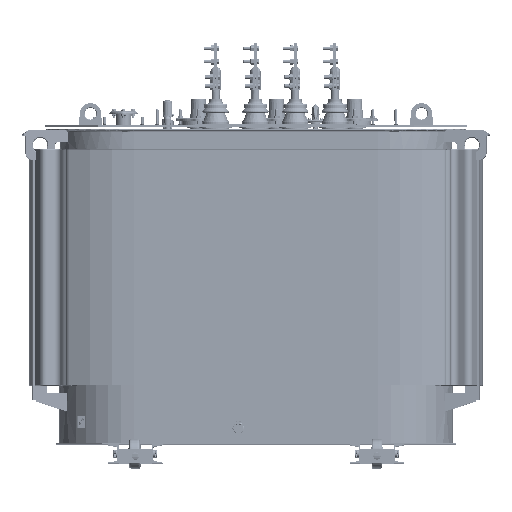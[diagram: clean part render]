
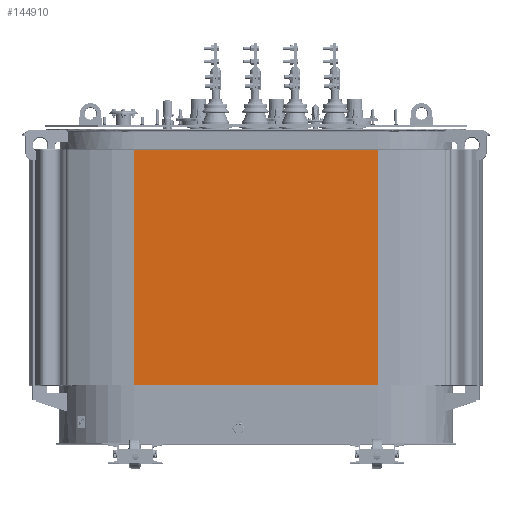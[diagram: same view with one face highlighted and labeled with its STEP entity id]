
A CAD part, top view. The second image highlights one B-rep face of the part: STEP entity #144910.
In plain terms, the highlighted planar face has unit normal (0, 0, 1).
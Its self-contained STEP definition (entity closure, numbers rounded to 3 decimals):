
#17998=FACE_OUTER_BOUND('',#28835,.T.);
#28835=EDGE_LOOP('',(#124495,#124496,#124497,#124498));
#38351=LINE('',#292673,#47873);
#38352=LINE('',#292676,#47874);
#38353=LINE('',#292678,#47875);
#38354=LINE('',#292679,#47876);
#47873=VECTOR('',#197680,800.);
#47874=VECTOR('',#197683,826.);
#47875=VECTOR('',#197684,826.);
#47876=VECTOR('',#197685,800.);
#67315=VERTEX_POINT('',#292669);
#67316=VERTEX_POINT('',#292671);
#67317=VERTEX_POINT('',#292675);
#67318=VERTEX_POINT('',#292677);
#86382=EDGE_CURVE('',#67315,#67316,#38351,.T.);
#86383=EDGE_CURVE('',#67315,#67317,#38352,.T.);
#86384=EDGE_CURVE('',#67318,#67316,#38353,.T.);
#86385=EDGE_CURVE('',#67317,#67318,#38354,.T.);
#124495=ORIENTED_EDGE('',*,*,#86383,.F.);
#124496=ORIENTED_EDGE('',*,*,#86382,.T.);
#124497=ORIENTED_EDGE('',*,*,#86384,.F.);
#124498=ORIENTED_EDGE('',*,*,#86385,.F.);
#128605=PLANE('',#159398);
#144910=ADVANCED_FACE('',(#17998),#128605,.T.);
#159398=AXIS2_PLACEMENT_3D('',#292674,#197681,#197682);
#197680=DIRECTION('',(0.,-1.,0.));
#197681=DIRECTION('center_axis',(0.,0.,1.));
#197682=DIRECTION('ref_axis',(-1.,0.,0.));
#197683=DIRECTION('',(1.,0.,0.));
#197684=DIRECTION('',(-1.,0.,0.));
#197685=DIRECTION('',(0.,-1.,0.));
#292669=CARTESIAN_POINT('',(-413.,-70.,488.2));
#292671=CARTESIAN_POINT('',(-413.,-870.,488.2));
#292673=CARTESIAN_POINT('',(-413.,-70.,488.2));
#292674=CARTESIAN_POINT('Origin',(413.,-70.,488.2));
#292675=CARTESIAN_POINT('',(413.,-70.,488.2));
#292676=CARTESIAN_POINT('',(-413.,-70.,488.2));
#292677=CARTESIAN_POINT('',(413.,-870.,488.2));
#292678=CARTESIAN_POINT('',(0.,-870.,488.2));
#292679=CARTESIAN_POINT('',(413.,-70.,488.2));
